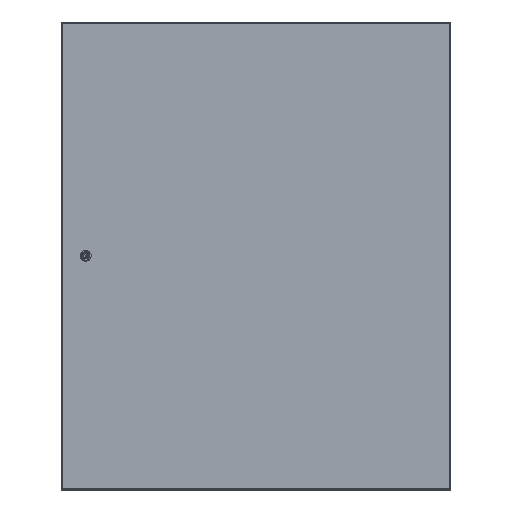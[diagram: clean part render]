
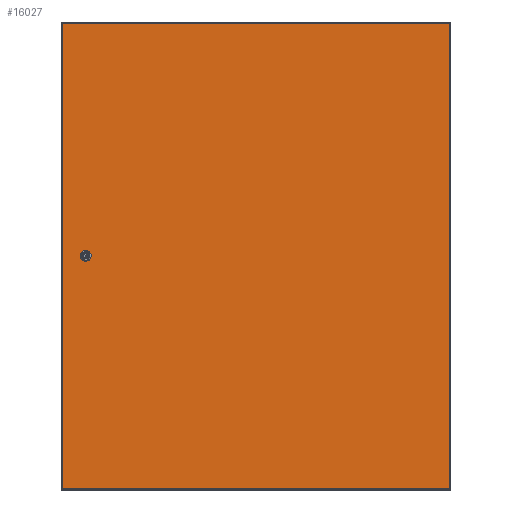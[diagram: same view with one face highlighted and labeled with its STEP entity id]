
A CAD part, top view. The second image highlights one B-rep face of the part: STEP entity #16027.
In plain terms, the highlighted planar face has unit normal (0, 0, 1).
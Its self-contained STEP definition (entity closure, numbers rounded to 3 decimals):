
#565 = CARTESIAN_POINT ( 'NONE',  ( 3., 1197., 17.5 ) ) ;
#846 = DIRECTION ( 'NONE',  ( 0., 1., 0. ) ) ;
#1067 = LINE ( 'NONE', #565, #28551 ) ;
#1721 = ORIENTED_EDGE ( 'NONE', *, *, #46309, .F. ) ;
#1920 = DIRECTION ( 'NONE',  ( 0., 0., 1. ) ) ;
#1987 = VERTEX_POINT ( 'NONE', #34407 ) ;
#2230 = LINE ( 'NONE', #19105, #9362 ) ;
#2362 = VERTEX_POINT ( 'NONE', #42529 ) ;
#3251 = CARTESIAN_POINT ( 'NONE',  ( 73.05, 594.944, 17.5 ) ) ;
#4030 = CARTESIAN_POINT ( 'NONE',  ( 997., 1197., 17.5 ) ) ;
#5036 = EDGE_CURVE ( 'NONE', #32206, #2362, #29204, .T. ) ;
#5993 = FACE_BOUND ( 'NONE', #42789, .T. ) ;
#6577 = ORIENTED_EDGE ( 'NONE', *, *, #33126, .T. ) ;
#6590 = VERTEX_POINT ( 'NONE', #34146 ) ;
#6807 = AXIS2_PLACEMENT_3D ( 'NONE', #30970, #1920, #47605 ) ;
#7657 = ORIENTED_EDGE ( 'NONE', *, *, #22155, .T. ) ;
#7908 = VECTOR ( 'NONE', #846, 1000. ) ;
#8843 = AXIS2_PLACEMENT_3D ( 'NONE', #23238, #27805, #27544 ) ;
#9362 = VECTOR ( 'NONE', #35649, 1000. ) ;
#9787 = ORIENTED_EDGE ( 'NONE', *, *, #47765, .F. ) ;
#9799 = CARTESIAN_POINT ( 'NONE',  ( 73.05, 594.944, 17.5 ) ) ;
#11069 = DIRECTION ( 'NONE',  ( 0., -1., 0. ) ) ;
#11480 = CARTESIAN_POINT ( 'NONE',  ( 68.056, 610.05, 17.5 ) ) ;
#11524 = CARTESIAN_POINT ( 'NONE',  ( 63., 600., 17.5 ) ) ;
#13975 = LINE ( 'NONE', #30540, #31747 ) ;
#15093 = CARTESIAN_POINT ( 'NONE',  ( 3., 3., 17.5 ) ) ;
#15280 = CARTESIAN_POINT ( 'NONE',  ( 68.056, 589.95, 17.5 ) ) ;
#15407 = CARTESIAN_POINT ( 'NONE',  ( 52.95, 594.944, 17.5 ) ) ;
#15434 = VERTEX_POINT ( 'NONE', #15093 ) ;
#16027 = ADVANCED_FACE ( 'NONE', ( #5993, #22598 ), #35337, .T. ) ;
#16633 = DIRECTION ( 'NONE',  ( 1., 0., 0. ) ) ;
#16673 = AXIS2_PLACEMENT_3D ( 'NONE', #11524, #28064, #44693 ) ;
#16806 = CARTESIAN_POINT ( 'NONE',  ( 3., 3., 17.5 ) ) ;
#17343 = DIRECTION ( 'NONE',  ( 1., 0., 0. ) ) ;
#17602 = ORIENTED_EDGE ( 'NONE', *, *, #36225, .F. ) ;
#19105 = CARTESIAN_POINT ( 'NONE',  ( 997., 1197., 17.5 ) ) ;
#19897 = DIRECTION ( 'NONE',  ( 1., 0., 0. ) ) ;
#20198 = DIRECTION ( 'NONE',  ( -1., 0., 0. ) ) ;
#21309 = VERTEX_POINT ( 'NONE', #4030 ) ;
#21526 = CARTESIAN_POINT ( 'NONE',  ( 63., 600., 17.5 ) ) ;
#22052 = CIRCLE ( 'NONE', #37693, 11.25 ) ;
#22155 = EDGE_CURVE ( 'NONE', #6590, #15434, #37287, .T. ) ;
#22598 = FACE_OUTER_BOUND ( 'NONE', #22749, .T. ) ;
#22749 = EDGE_LOOP ( 'NONE', ( #7657, #50126, #31278, #6577 ) ) ;
#22769 = CIRCLE ( 'NONE', #16673, 11.25 ) ;
#23238 = CARTESIAN_POINT ( 'NONE',  ( 63., 600., 17.5 ) ) ;
#23371 = EDGE_CURVE ( 'NONE', #47281, #1987, #22052, .T. ) ;
#25550 = CARTESIAN_POINT ( 'NONE',  ( 52.95, 594.944, 17.5 ) ) ;
#26038 = EDGE_CURVE ( 'NONE', #26798, #37060, #13975, .T. ) ;
#26092 = CARTESIAN_POINT ( 'NONE',  ( 73.05, 605.056, 17.5 ) ) ;
#26444 = ORIENTED_EDGE ( 'NONE', *, *, #47273, .F. ) ;
#26798 = VERTEX_POINT ( 'NONE', #26873 ) ;
#26873 = CARTESIAN_POINT ( 'NONE',  ( 57.944, 589.95, 17.5 ) ) ;
#27133 = ORIENTED_EDGE ( 'NONE', *, *, #23371, .F. ) ;
#27544 = DIRECTION ( 'NONE',  ( 1., 0., 0. ) ) ;
#27712 = EDGE_CURVE ( 'NONE', #40515, #21309, #2230, .T. ) ;
#27805 = DIRECTION ( 'NONE',  ( 0., 0., 1. ) ) ;
#28064 = DIRECTION ( 'NONE',  ( 0., 0., 1. ) ) ;
#28147 = VERTEX_POINT ( 'NONE', #3251 ) ;
#28551 = VECTOR ( 'NONE', #30387, 1000. ) ;
#29204 = CIRCLE ( 'NONE', #40162, 11.25 ) ;
#30258 = EDGE_CURVE ( 'NONE', #15434, #40515, #45903, .T. ) ;
#30381 = VECTOR ( 'NONE', #20198, 1000. ) ;
#30387 = DIRECTION ( 'NONE',  ( -1., 0., 0. ) ) ;
#30540 = CARTESIAN_POINT ( 'NONE',  ( 68.056, 589.95, 17.5 ) ) ;
#30970 = CARTESIAN_POINT ( 'NONE',  ( 0., 0., 17.5 ) ) ;
#31278 = ORIENTED_EDGE ( 'NONE', *, *, #27712, .T. ) ;
#31747 = VECTOR ( 'NONE', #47162, 1000. ) ;
#32206 = VERTEX_POINT ( 'NONE', #26092 ) ;
#32630 = CARTESIAN_POINT ( 'NONE',  ( 3., 1197., 17.5 ) ) ;
#33126 = EDGE_CURVE ( 'NONE', #21309, #6590, #1067, .T. ) ;
#33436 = DIRECTION ( 'NONE',  ( 0., -1., 0. ) ) ;
#33814 = VECTOR ( 'NONE', #17343, 1000. ) ;
#34146 = CARTESIAN_POINT ( 'NONE',  ( 3., 1197., 17.5 ) ) ;
#34407 = CARTESIAN_POINT ( 'NONE',  ( 52.95, 605.056, 17.5 ) ) ;
#35337 = PLANE ( 'NONE',  #6807 ) ;
#35649 = DIRECTION ( 'NONE',  ( 0., 1., 0. ) ) ;
#36225 = EDGE_CURVE ( 'NONE', #37060, #28147, #22769, .T. ) ;
#37021 = LINE ( 'NONE', #11480, #30381 ) ;
#37060 = VERTEX_POINT ( 'NONE', #15280 ) ;
#37287 = LINE ( 'NONE', #32630, #51495 ) ;
#37693 = AXIS2_PLACEMENT_3D ( 'NONE', #21526, #41389, #16633 ) ;
#39744 = EDGE_CURVE ( 'NONE', #1987, #44263, #48315, .T. ) ;
#39778 = ORIENTED_EDGE ( 'NONE', *, *, #39744, .F. ) ;
#40162 = AXIS2_PLACEMENT_3D ( 'NONE', #44600, #43786, #19897 ) ;
#40515 = VERTEX_POINT ( 'NONE', #53774 ) ;
#40909 = CARTESIAN_POINT ( 'NONE',  ( 57.944, 610.05, 17.5 ) ) ;
#41389 = DIRECTION ( 'NONE',  ( 0., 0., 1. ) ) ;
#42529 = CARTESIAN_POINT ( 'NONE',  ( 68.056, 610.05, 17.5 ) ) ;
#42789 = EDGE_LOOP ( 'NONE', ( #50788, #9787, #17602, #44119, #26444, #39778, #27133, #1721 ) ) ;
#42953 = LINE ( 'NONE', #9799, #7908 ) ;
#43572 = CIRCLE ( 'NONE', #8843, 11.25 ) ;
#43786 = DIRECTION ( 'NONE',  ( 0., 0., 1. ) ) ;
#44119 = ORIENTED_EDGE ( 'NONE', *, *, #26038, .F. ) ;
#44263 = VERTEX_POINT ( 'NONE', #25550 ) ;
#44600 = CARTESIAN_POINT ( 'NONE',  ( 63., 600., 17.5 ) ) ;
#44693 = DIRECTION ( 'NONE',  ( 1., 0., 0. ) ) ;
#45903 = LINE ( 'NONE', #16806, #33814 ) ;
#46309 = EDGE_CURVE ( 'NONE', #2362, #47281, #37021, .T. ) ;
#47162 = DIRECTION ( 'NONE',  ( 1., 0., 0. ) ) ;
#47273 = EDGE_CURVE ( 'NONE', #44263, #26798, #43572, .T. ) ;
#47281 = VERTEX_POINT ( 'NONE', #40909 ) ;
#47320 = VECTOR ( 'NONE', #11069, 1000. ) ;
#47605 = DIRECTION ( 'NONE',  ( 1., 0., 0. ) ) ;
#47765 = EDGE_CURVE ( 'NONE', #28147, #32206, #42953, .T. ) ;
#48315 = LINE ( 'NONE', #15407, #47320 ) ;
#50126 = ORIENTED_EDGE ( 'NONE', *, *, #30258, .T. ) ;
#50788 = ORIENTED_EDGE ( 'NONE', *, *, #5036, .F. ) ;
#51495 = VECTOR ( 'NONE', #33436, 1000. ) ;
#53774 = CARTESIAN_POINT ( 'NONE',  ( 997., 3., 17.5 ) ) ;
